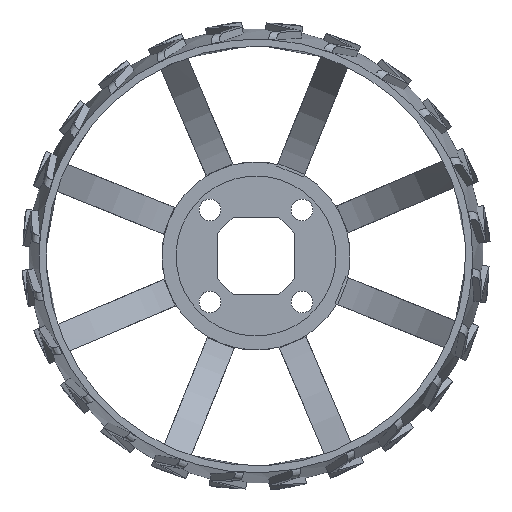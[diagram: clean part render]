
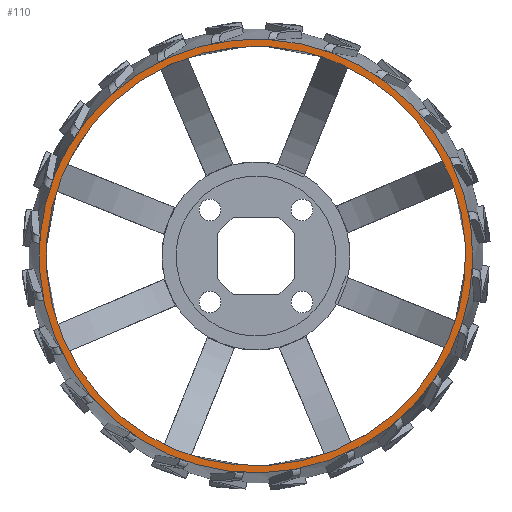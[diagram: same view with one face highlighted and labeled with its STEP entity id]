
A CAD part, left-side view. The second image highlights one B-rep face of the part: STEP entity #110.
In plain terms, the highlighted planar face has unit normal (-1, 0, 0).
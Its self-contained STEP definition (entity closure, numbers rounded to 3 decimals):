
#15=FACE_BOUND('',#1144,.T.);
#110=ADVANCED_FACE('',(#626,#15),#9031,.T.);
#626=FACE_OUTER_BOUND('',#1143,.T.);
#1143=EDGE_LOOP('',(#2057));
#1144=EDGE_LOOP('',(#2058));
#2057=ORIENTED_EDGE('',*,*,#5302,.T.);
#2058=ORIENTED_EDGE('',*,*,#5299,.T.);
#5299=EDGE_CURVE('',#7971,#7971,#7506,.T.);
#5302=EDGE_CURVE('',#7974,#7974,#7509,.T.);
#7506=(
BOUNDED_CURVE()
B_SPLINE_CURVE(2,(#17999,#18000,#18001,#18002,#18003,#18004,#18005,#18006,
#18007),.UNSPECIFIED.,.T.,.F.)
B_SPLINE_CURVE_WITH_KNOTS((3,2,2,2,3),(0.,45.58,91.16,
136.741,182.321),.UNSPECIFIED.)
CURVE()
GEOMETRIC_REPRESENTATION_ITEM()
RATIONAL_B_SPLINE_CURVE((1.,0.707,1.,0.707,1.,0.707,
1.,0.707,1.))
REPRESENTATION_ITEM('')
);
#7509=(
BOUNDED_CURVE()
B_SPLINE_CURVE(2,(#18019,#18020,#18021,#18022,#18023,#18024,#18025,#18026,
#18027),.UNSPECIFIED.,.T.,.F.)
B_SPLINE_CURVE_WITH_KNOTS((3,2,2,2,3),(0.,49.472,98.943,
148.415,197.886),.UNSPECIFIED.)
CURVE()
GEOMETRIC_REPRESENTATION_ITEM()
RATIONAL_B_SPLINE_CURVE((1.,0.707,1.,0.707,1.,0.707,
1.,0.707,1.))
REPRESENTATION_ITEM('')
);
#7971=VERTEX_POINT('',#13665);
#7974=VERTEX_POINT('',#13668);
#9031=PLANE('',#9520);
#9520=AXIS2_PLACEMENT_3D('',#12378,#9905,$);
#9905=DIRECTION('',(-1.,0.,0.));
#12378=CARTESIAN_POINT('',(-20.,75.165,16.909));
#13665=CARTESIAN_POINT('',(-20.,103.209,26.514));
#13668=CARTESIAN_POINT('',(-20.,142.816,11.238));
#17999=CARTESIAN_POINT('',(-20.,103.209,26.514));
#18000=CARTESIAN_POINT('',(-20.,76.695,14.723));
#18001=CARTESIAN_POINT('',(-20.,88.486,-11.791));
#18002=CARTESIAN_POINT('',(-20.,100.277,-38.305));
#18003=CARTESIAN_POINT('',(-20.,126.791,-26.514));
#18004=CARTESIAN_POINT('',(-20.,153.305,-14.723));
#18005=CARTESIAN_POINT('',(-20.,141.514,11.791));
#18006=CARTESIAN_POINT('',(-20.,129.723,38.305));
#18007=CARTESIAN_POINT('',(-20.,103.209,26.514));
#18019=CARTESIAN_POINT('',(-20.,142.816,11.238));
#18020=CARTESIAN_POINT('',(-20.,154.054,-16.577));
#18021=CARTESIAN_POINT('',(-20.,126.238,-27.816));
#18022=CARTESIAN_POINT('',(-20.,98.423,-39.054));
#18023=CARTESIAN_POINT('',(-20.,87.184,-11.238));
#18024=CARTESIAN_POINT('',(-20.,75.946,16.577));
#18025=CARTESIAN_POINT('',(-20.,103.762,27.816));
#18026=CARTESIAN_POINT('',(-20.,131.577,39.054));
#18027=CARTESIAN_POINT('',(-20.,142.816,11.238));
